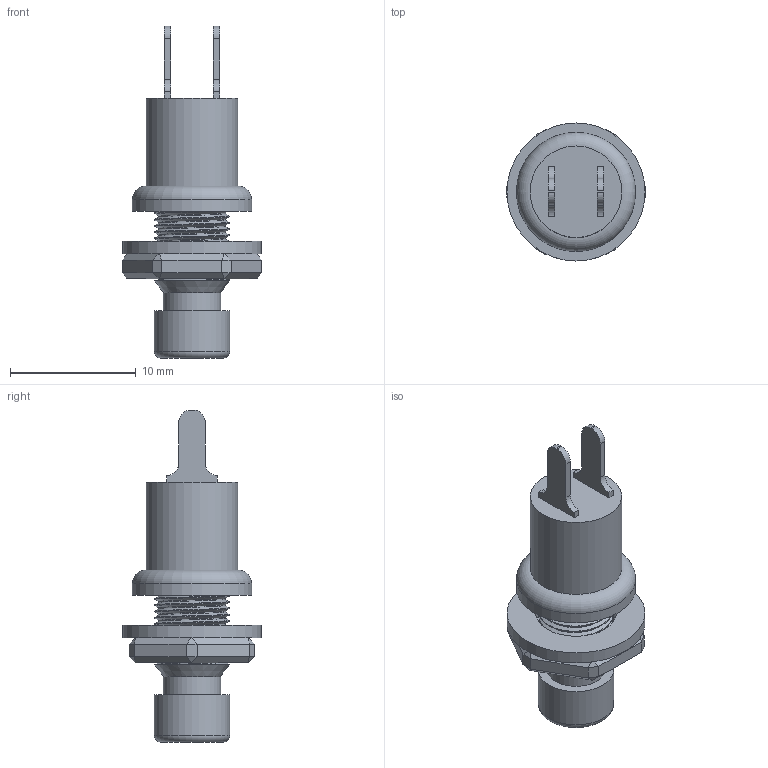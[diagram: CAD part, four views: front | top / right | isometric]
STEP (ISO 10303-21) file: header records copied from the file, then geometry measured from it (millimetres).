
FILE_DESCRIPTION(/* description */ (''),/* implementation_level */ '2;1');
FILE_NAME(/* name */ 'Pushbutton v16.step',/* time_stamp */ '2021-08-24T15:49:37-04:00',/* author */ (''),/* organization */ (''),/* preprocessor_version */ 'ST-DEVELOPER v18.1',/* originating_system */ 'Autodesk Translation Framework v10.10.0.1391',/* authorisation */ '');
FILE_SCHEMA (('AUTOMOTIVE_DESIGN { 1 0 10303 214 3 1 1 }'));
Length unit declared in the file: millimetre
Products named in the file (8): Pushbutton; Washer; Cap; Metal Body; Plastic Body; Contact 1; Contact 2; Nut
Assembly tree (7 placements, depth 2):
  Pushbutton
    Washer
    Cap
    Metal Body
    Plastic Body
    Contact 1
    Contact 2
    Nut
Bounding box: 11.05 x 11 x 26.45 mm (x, y, z)
Volume: 895.2 mm3; surface area: 1206 mm2
Topology: 7 solids, 7 shells, 117 faces, 262 edges, 160 vertices
Faces by surface type: plane 66, cylinder 42, bspline 4, cone 3, torus 2
Full cylindrical faces by diameter (mm): 4.55 x1, 5.351 x3, 5.927 x5, 6 x1, 6.4 x1, 7.3 x1, 9.5 x1, 11 x1
Entity records: 5494 total; most frequent: CARTESIAN_POINT 2734, ORIENTED_EDGE 524, DIRECTION 503, EDGE_CURVE 262, AXIS2_PLACEMENT_3D 177, VERTEX_POINT 160, LINE 149, VECTOR 149
